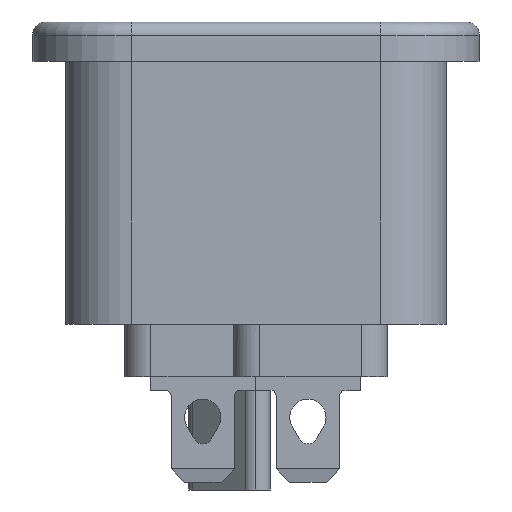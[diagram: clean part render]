
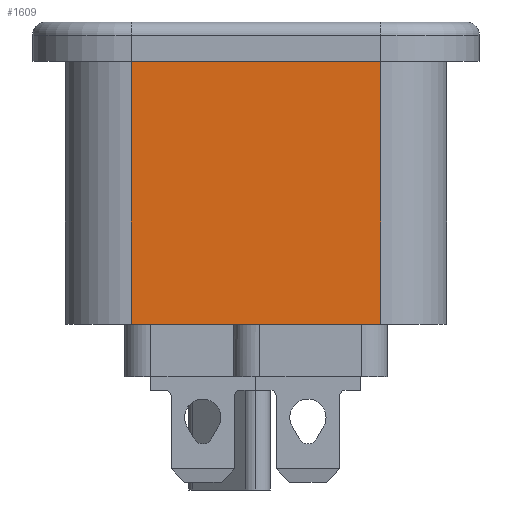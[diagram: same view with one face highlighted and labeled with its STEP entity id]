
A CAD part, left-side view. The second image highlights one B-rep face of the part: STEP entity #1609.
In plain terms, the highlighted planar face has unit normal (-1, 0, 0).
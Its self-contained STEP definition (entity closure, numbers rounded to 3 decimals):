
#122 = LINE ( 'NONE', #2629, #4247 ) ;
#155 = CARTESIAN_POINT ( 'NONE',  ( -18.75, -9.5, -23. ) ) ;
#371 = LINE ( 'NONE', #3278, #8390 ) ;
#745 = VECTOR ( 'NONE', #9253, 1000. ) ;
#1286 = CARTESIAN_POINT ( 'NONE',  ( -18.75, 9.5, -23. ) ) ;
#1327 = DIRECTION ( 'NONE',  ( 1., 0., 0. ) ) ;
#1609 = ADVANCED_FACE ( 'NONE', ( #4639 ), #5985, .F. ) ;
#2134 = CARTESIAN_POINT ( 'NONE',  ( -18.75, -9.5, -23. ) ) ;
#2473 = CARTESIAN_POINT ( 'NONE',  ( -18.75, 9.5, -3. ) ) ;
#2629 = CARTESIAN_POINT ( 'NONE',  ( -18.75, 9.5, -23. ) ) ;
#2657 = VECTOR ( 'NONE', #6470, 1000. ) ;
#3148 = LINE ( 'NONE', #9748, #2657 ) ;
#3278 = CARTESIAN_POINT ( 'NONE',  ( -18.75, 9.5, -23. ) ) ;
#3455 = ORIENTED_EDGE ( 'NONE', *, *, #5387, .T. ) ;
#3588 = EDGE_CURVE ( 'NONE', #5050, #8470, #371, .T. ) ;
#3810 = VERTEX_POINT ( 'NONE', #8014 ) ;
#4101 = EDGE_LOOP ( 'NONE', ( #6371, #5558, #8519, #3455 ) ) ;
#4247 = VECTOR ( 'NONE', #8080, 1000. ) ;
#4639 = FACE_OUTER_BOUND ( 'NONE', #4101, .T. ) ;
#5050 = VERTEX_POINT ( 'NONE', #155 ) ;
#5387 = EDGE_CURVE ( 'NONE', #5050, #3810, #9011, .T. ) ;
#5558 = ORIENTED_EDGE ( 'NONE', *, *, #8142, .F. ) ;
#5985 = PLANE ( 'NONE',  #7680 ) ;
#6371 = ORIENTED_EDGE ( 'NONE', *, *, #7048, .T. ) ;
#6470 = DIRECTION ( 'NONE',  ( 0., 1., 0. ) ) ;
#6743 = DIRECTION ( 'NONE',  ( 0., 0., -1. ) ) ;
#7048 = EDGE_CURVE ( 'NONE', #3810, #9184, #3148, .T. ) ;
#7680 = AXIS2_PLACEMENT_3D ( 'NONE', #1286, #1327, #6743 ) ;
#7721 = CARTESIAN_POINT ( 'NONE',  ( -18.75, 9.5, -23. ) ) ;
#8014 = CARTESIAN_POINT ( 'NONE',  ( -18.75, -9.5, -3. ) ) ;
#8080 = DIRECTION ( 'NONE',  ( 0., 0., 1. ) ) ;
#8142 = EDGE_CURVE ( 'NONE', #8470, #9184, #122, .T. ) ;
#8390 = VECTOR ( 'NONE', #8717, 1000. ) ;
#8470 = VERTEX_POINT ( 'NONE', #7721 ) ;
#8519 = ORIENTED_EDGE ( 'NONE', *, *, #3588, .F. ) ;
#8717 = DIRECTION ( 'NONE',  ( 0., 1., 0. ) ) ;
#9011 = LINE ( 'NONE', #2134, #745 ) ;
#9184 = VERTEX_POINT ( 'NONE', #2473 ) ;
#9253 = DIRECTION ( 'NONE',  ( 0., 0., 1. ) ) ;
#9748 = CARTESIAN_POINT ( 'NONE',  ( -18.75, 9.5, -3. ) ) ;
